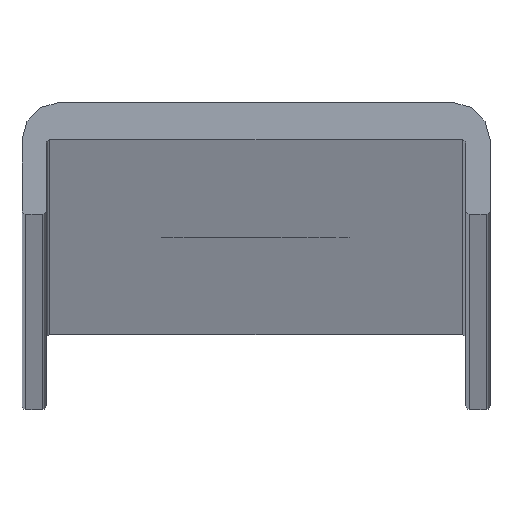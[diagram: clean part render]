
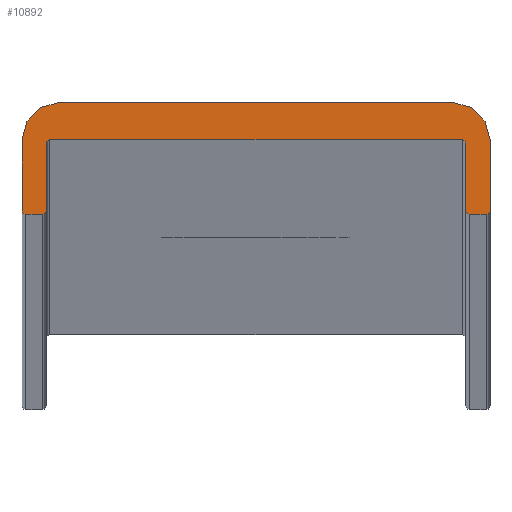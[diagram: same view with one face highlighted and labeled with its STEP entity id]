
A CAD part, top view. The second image highlights one B-rep face of the part: STEP entity #10892.
In plain terms, the highlighted planar face has unit normal (0, 0, 1).
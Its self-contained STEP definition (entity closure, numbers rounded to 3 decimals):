
#125 = CARTESIAN_POINT ( 'NONE',  ( 11.25, 0.2, 3000. ) ) ;
#604 = EDGE_CURVE ( 'NONE', #18077, #4709, #16153, .T. ) ;
#649 = DIRECTION ( 'NONE',  ( 0., 0., 1. ) ) ;
#1020 = DIRECTION ( 'NONE',  ( 0., 0., 1. ) ) ;
#1211 = CARTESIAN_POINT ( 'NONE',  ( 11.25, 3.8, 3000. ) ) ;
#1250 = EDGE_CURVE ( 'NONE', #17169, #16988, #15264, .T. ) ;
#1262 = CARTESIAN_POINT ( 'NONE',  ( 11.05, 3.8, 3000. ) ) ;
#1275 = EDGE_CURVE ( 'NONE', #11224, #11014, #10377, .T. ) ;
#1397 = CARTESIAN_POINT ( 'NONE',  ( -10.55, 4., 3000. ) ) ;
#1398 = VERTEX_POINT ( 'NONE', #7451 ) ;
#1403 = CARTESIAN_POINT ( 'NONE',  ( -11.05, 3.8, 3000. ) ) ;
#1507 = VECTOR ( 'NONE', #13427, 1000. ) ;
#1526 = EDGE_CURVE ( 'NONE', #1398, #5637, #14597, .T. ) ;
#1793 = VECTOR ( 'NONE', #9988, 1000. ) ;
#1936 = CARTESIAN_POINT ( 'NONE',  ( -12.35, 0.2, 3000. ) ) ;
#1969 = EDGE_CURVE ( 'NONE', #17014, #18077, #5564, .T. ) ;
#2109 = CARTESIAN_POINT ( 'NONE',  ( -10.55, 6., 3000. ) ) ;
#2750 = AXIS2_PLACEMENT_3D ( 'NONE', #1403, #2820, #15603 ) ;
#2820 = DIRECTION ( 'NONE',  ( 0., 0., -1. ) ) ;
#3007 = DIRECTION ( 'NONE',  ( 1., 0., 0. ) ) ;
#3423 = DIRECTION ( 'NONE',  ( 0., -1., 0. ) ) ;
#3439 = CARTESIAN_POINT ( 'NONE',  ( -12.55, 0.2, 3000. ) ) ;
#3469 = EDGE_CURVE ( 'NONE', #3842, #11224, #11676, .T. ) ;
#3502 = CARTESIAN_POINT ( 'NONE',  ( -12.55, 0.2, 3000. ) ) ;
#3648 = CARTESIAN_POINT ( 'NONE',  ( -11.05, 4., 3000. ) ) ;
#3654 = DIRECTION ( 'NONE',  ( 0., 0., 1. ) ) ;
#3842 = VERTEX_POINT ( 'NONE', #10280 ) ;
#3873 = CARTESIAN_POINT ( 'NONE',  ( 11.45, 0.2, 3000. ) ) ;
#3891 = LINE ( 'NONE', #3648, #7417 ) ;
#3897 = EDGE_CURVE ( 'NONE', #6820, #17169, #6815, .T. ) ;
#4155 = CIRCLE ( 'NONE', #12563, 0.2 ) ;
#4204 = CARTESIAN_POINT ( 'NONE',  ( 10.55, 4., 3000. ) ) ;
#4290 = CARTESIAN_POINT ( 'NONE',  ( 12.35, 0.2, 3000. ) ) ;
#4591 = EDGE_CURVE ( 'NONE', #6848, #6820, #5062, .T. ) ;
#4709 = VERTEX_POINT ( 'NONE', #15077 ) ;
#4950 = ORIENTED_EDGE ( 'NONE', *, *, #1969, .T. ) ;
#5062 = LINE ( 'NONE', #11921, #9649 ) ;
#5072 = DIRECTION ( 'NONE',  ( 1., 0., 0. ) ) ;
#5345 = AXIS2_PLACEMENT_3D ( 'NONE', #4290, #15567, #11401 ) ;
#5379 = VERTEX_POINT ( 'NONE', #8803 ) ;
#5496 = DIRECTION ( 'NONE',  ( -1., 0., 0. ) ) ;
#5510 = FACE_OUTER_BOUND ( 'NONE', #12638, .T. ) ;
#5564 = LINE ( 'NONE', #5953, #1793 ) ;
#5637 = VERTEX_POINT ( 'NONE', #1211 ) ;
#5833 = AXIS2_PLACEMENT_3D ( 'NONE', #6347, #3654, #5072 ) ;
#5953 = CARTESIAN_POINT ( 'NONE',  ( 11.45, 0., 3000. ) ) ;
#6220 = ORIENTED_EDGE ( 'NONE', *, *, #6572, .T. ) ;
#6347 = CARTESIAN_POINT ( 'NONE',  ( -11.45, 0.2, 3000. ) ) ;
#6463 = ORIENTED_EDGE ( 'NONE', *, *, #3897, .T. ) ;
#6572 = EDGE_CURVE ( 'NONE', #18138, #17014, #10719, .T. ) ;
#6620 = AXIS2_PLACEMENT_3D ( 'NONE', #1262, #16748, #11238 ) ;
#6669 = ORIENTED_EDGE ( 'NONE', *, *, #604, .T. ) ;
#6815 = CIRCLE ( 'NONE', #5833, 0.2 ) ;
#6820 = VERTEX_POINT ( 'NONE', #14760 ) ;
#6848 = VERTEX_POINT ( 'NONE', #12231 ) ;
#6942 = AXIS2_PLACEMENT_3D ( 'NONE', #4204, #8236, #5496 ) ;
#6994 = AXIS2_PLACEMENT_3D ( 'NONE', #3873, #1020, #12374 ) ;
#7044 = EDGE_CURVE ( 'NONE', #16988, #17396, #14469, .T. ) ;
#7153 = LINE ( 'NONE', #14746, #10433 ) ;
#7211 = CARTESIAN_POINT ( 'NONE',  ( -11.25, 0.2, 3000. ) ) ;
#7417 = VECTOR ( 'NONE', #13568, 1000. ) ;
#7451 = CARTESIAN_POINT ( 'NONE',  ( 11.05, 4., 3000. ) ) ;
#7574 = ORIENTED_EDGE ( 'NONE', *, *, #14542, .T. ) ;
#7614 = DIRECTION ( 'NONE',  ( -1., 0., 0. ) ) ;
#7751 = VECTOR ( 'NONE', #9584, 1000. ) ;
#7939 = ORIENTED_EDGE ( 'NONE', *, *, #7044, .T. ) ;
#8208 = ORIENTED_EDGE ( 'NONE', *, *, #16131, .T. ) ;
#8236 = DIRECTION ( 'NONE',  ( 0., 0., 1. ) ) ;
#8408 = LINE ( 'NONE', #10382, #16822 ) ;
#8803 = CARTESIAN_POINT ( 'NONE',  ( 12.55, 4., 3000. ) ) ;
#8943 = EDGE_CURVE ( 'NONE', #13183, #6848, #4155, .T. ) ;
#9584 = DIRECTION ( 'NONE',  ( 0., 1., 0. ) ) ;
#9649 = VECTOR ( 'NONE', #13176, 1000. ) ;
#9652 = LINE ( 'NONE', #3502, #1507 ) ;
#9830 = CARTESIAN_POINT ( 'NONE',  ( 11.45, 0., 3000. ) ) ;
#9893 = ORIENTED_EDGE ( 'NONE', *, *, #4591, .T. ) ;
#9988 = DIRECTION ( 'NONE',  ( 1., 0., 0. ) ) ;
#10007 = ORIENTED_EDGE ( 'NONE', *, *, #11679, .T. ) ;
#10280 = CARTESIAN_POINT ( 'NONE',  ( 10.55, 6., 3000. ) ) ;
#10377 = CIRCLE ( 'NONE', #14440, 2. ) ;
#10382 = CARTESIAN_POINT ( 'NONE',  ( 12.55, 4., 3000. ) ) ;
#10424 = DIRECTION ( 'NONE',  ( -1., 0., 0. ) ) ;
#10433 = VECTOR ( 'NONE', #3423, 1000. ) ;
#10537 = CARTESIAN_POINT ( 'NONE',  ( -10.55, 6., 3000. ) ) ;
#10641 = ORIENTED_EDGE ( 'NONE', *, *, #1526, .T. ) ;
#10664 = ORIENTED_EDGE ( 'NONE', *, *, #3469, .T. ) ;
#10719 = CIRCLE ( 'NONE', #6994, 0.2 ) ;
#10763 = DIRECTION ( 'NONE',  ( 0., 0., -1. ) ) ;
#10889 = CARTESIAN_POINT ( 'NONE',  ( 10.55, 4., 3000. ) ) ;
#10892 = ADVANCED_FACE ( 'NONE', ( #5510 ), #17932, .F. ) ;
#11014 = VERTEX_POINT ( 'NONE', #15377 ) ;
#11102 = ORIENTED_EDGE ( 'NONE', *, *, #1250, .T. ) ;
#11224 = VERTEX_POINT ( 'NONE', #10537 ) ;
#11238 = DIRECTION ( 'NONE',  ( 1., 0., 0. ) ) ;
#11401 = DIRECTION ( 'NONE',  ( 1., 0., 0. ) ) ;
#11676 = LINE ( 'NONE', #2109, #14110 ) ;
#11679 = EDGE_CURVE ( 'NONE', #11014, #13183, #9652, .T. ) ;
#11921 = CARTESIAN_POINT ( 'NONE',  ( -12.35, 0., 3000. ) ) ;
#12231 = CARTESIAN_POINT ( 'NONE',  ( -12.35, 0., 3000. ) ) ;
#12374 = DIRECTION ( 'NONE',  ( -1., 0., 0. ) ) ;
#12563 = AXIS2_PLACEMENT_3D ( 'NONE', #1936, #649, #7614 ) ;
#12638 = EDGE_LOOP ( 'NONE', ( #8208, #10664, #14971, #10007, #18080, #9893, #6463, #11102, #7939, #7574, #10641, #13896, #6220, #4950, #6669, #14942 ) ) ;
#12687 = CARTESIAN_POINT ( 'NONE',  ( -11.25, 3.8, 3000. ) ) ;
#12746 = DIRECTION ( 'NONE',  ( 0., 0., 1. ) ) ;
#13176 = DIRECTION ( 'NONE',  ( 1., 0., 0. ) ) ;
#13183 = VERTEX_POINT ( 'NONE', #3439 ) ;
#13330 = CIRCLE ( 'NONE', #6942, 2. ) ;
#13427 = DIRECTION ( 'NONE',  ( 0., -1., 0. ) ) ;
#13568 = DIRECTION ( 'NONE',  ( 1., 0., 0. ) ) ;
#13896 = ORIENTED_EDGE ( 'NONE', *, *, #16534, .T. ) ;
#14110 = VECTOR ( 'NONE', #10424, 1000. ) ;
#14190 = CARTESIAN_POINT ( 'NONE',  ( 12.35, 0., 3000. ) ) ;
#14425 = DIRECTION ( 'NONE',  ( 0., 1., 0. ) ) ;
#14440 = AXIS2_PLACEMENT_3D ( 'NONE', #1397, #12746, #3007 ) ;
#14469 = CIRCLE ( 'NONE', #2750, 0.2 ) ;
#14542 = EDGE_CURVE ( 'NONE', #17396, #1398, #3891, .T. ) ;
#14597 = CIRCLE ( 'NONE', #6620, 0.2 ) ;
#14746 = CARTESIAN_POINT ( 'NONE',  ( 11.25, 3.8, 3000. ) ) ;
#14760 = CARTESIAN_POINT ( 'NONE',  ( -11.45, 0., 3000. ) ) ;
#14942 = ORIENTED_EDGE ( 'NONE', *, *, #17335, .T. ) ;
#14971 = ORIENTED_EDGE ( 'NONE', *, *, #1275, .T. ) ;
#15077 = CARTESIAN_POINT ( 'NONE',  ( 12.55, 0.2, 3000. ) ) ;
#15160 = CARTESIAN_POINT ( 'NONE',  ( -11.25, 0.2, 3000. ) ) ;
#15264 = LINE ( 'NONE', #15160, #7751 ) ;
#15377 = CARTESIAN_POINT ( 'NONE',  ( -12.55, 4., 3000. ) ) ;
#15567 = DIRECTION ( 'NONE',  ( 0., 0., 1. ) ) ;
#15603 = DIRECTION ( 'NONE',  ( 1., 0., 0. ) ) ;
#16131 = EDGE_CURVE ( 'NONE', #5379, #3842, #13330, .T. ) ;
#16153 = CIRCLE ( 'NONE', #5345, 0.2 ) ;
#16245 = AXIS2_PLACEMENT_3D ( 'NONE', #10889, #10763, #16399 ) ;
#16399 = DIRECTION ( 'NONE',  ( -1., 0., 0. ) ) ;
#16534 = EDGE_CURVE ( 'NONE', #5637, #18138, #7153, .T. ) ;
#16748 = DIRECTION ( 'NONE',  ( 0., 0., -1. ) ) ;
#16822 = VECTOR ( 'NONE', #14425, 1000. ) ;
#16988 = VERTEX_POINT ( 'NONE', #12687 ) ;
#17014 = VERTEX_POINT ( 'NONE', #9830 ) ;
#17169 = VERTEX_POINT ( 'NONE', #7211 ) ;
#17335 = EDGE_CURVE ( 'NONE', #4709, #5379, #8408, .T. ) ;
#17396 = VERTEX_POINT ( 'NONE', #17802 ) ;
#17802 = CARTESIAN_POINT ( 'NONE',  ( -11.05, 4., 3000. ) ) ;
#17932 = PLANE ( 'NONE',  #16245 ) ;
#18077 = VERTEX_POINT ( 'NONE', #14190 ) ;
#18080 = ORIENTED_EDGE ( 'NONE', *, *, #8943, .T. ) ;
#18138 = VERTEX_POINT ( 'NONE', #125 ) ;
